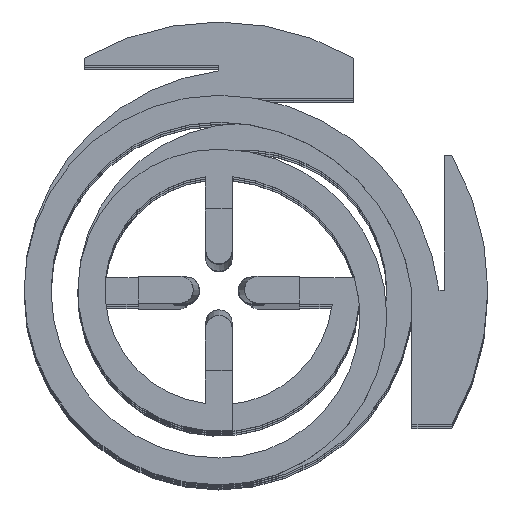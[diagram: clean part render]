
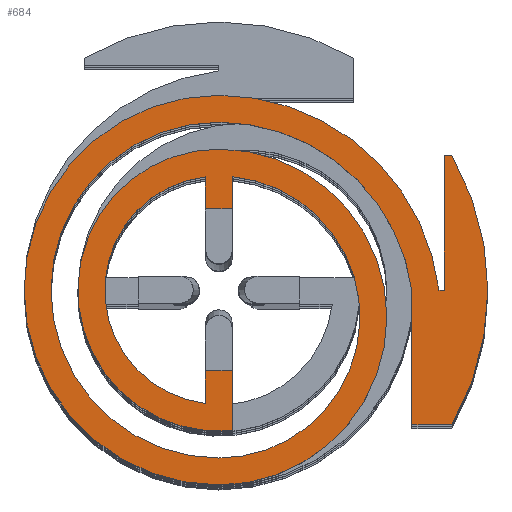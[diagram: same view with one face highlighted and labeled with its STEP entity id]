
A CAD part, top view. The second image highlights one B-rep face of the part: STEP entity #684.
In plain terms, the highlighted planar face has unit normal (0, 0, 1).
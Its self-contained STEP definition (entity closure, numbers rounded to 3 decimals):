
#80=CIRCLE('',#770,42.426);
#82=CIRCLE('',#777,52.426);
#84=CIRCLE('',#780,62.426);
#86=CIRCLE('',#783,72.426);
#88=CIRCLE('',#786,82.426);
#90=CIRCLE('',#792,100.);
#92=CIRCLE('',#797,72.426);
#94=CIRCLE('',#800,62.426);
#96=CIRCLE('',#803,52.426);
#119=PLANE('',#807);
#156=FACE_OUTER_BOUND('',#193,.T.);
#193=EDGE_LOOP('',(#625,#626,#627,#628,#629,#630,#631,#632,#633,#634,#635,
#636,#637,#638,#639,#640,#641,#642,#643,#644,#645));
#213=LINE('',#8638,#273);
#217=LINE('',#8650,#277);
#220=LINE('',#8656,#280);
#223=LINE('',#8662,#283);
#226=LINE('',#8668,#286);
#233=LINE('',#8698,#293);
#236=LINE('',#8704,#296);
#239=LINE('',#8710,#299);
#243=LINE('',#8722,#303);
#246=LINE('',#8728,#306);
#252=LINE('',#8752,#312);
#255=LINE('',#8756,#315);
#273=VECTOR('',#875,10.);
#277=VECTOR('',#887,10.);
#280=VECTOR('',#892,10.);
#283=VECTOR('',#897,10.);
#286=VECTOR('',#902,10.);
#293=VECTOR('',#935,10.);
#296=VECTOR('',#940,10.);
#299=VECTOR('',#945,10.);
#303=VECTOR('',#957,10.);
#306=VECTOR('',#962,10.);
#312=VECTOR('',#988,10.);
#315=VECTOR('',#993,10.);
#339=VERTEX_POINT('',#8635);
#340=VERTEX_POINT('',#8637);
#342=VERTEX_POINT('',#8643);
#344=VERTEX_POINT('',#8649);
#346=VERTEX_POINT('',#8655);
#348=VERTEX_POINT('',#8661);
#350=VERTEX_POINT('',#8667);
#352=VERTEX_POINT('',#8673);
#354=VERTEX_POINT('',#8679);
#356=VERTEX_POINT('',#8685);
#358=VERTEX_POINT('',#8691);
#360=VERTEX_POINT('',#8697);
#362=VERTEX_POINT('',#8703);
#364=VERTEX_POINT('',#8709);
#366=VERTEX_POINT('',#8715);
#368=VERTEX_POINT('',#8721);
#370=VERTEX_POINT('',#8727);
#372=VERTEX_POINT('',#8733);
#374=VERTEX_POINT('',#8739);
#376=VERTEX_POINT('',#8745);
#378=VERTEX_POINT('',#8751);
#407=EDGE_CURVE('',#340,#339,#213,.T.);
#410=EDGE_CURVE('',#342,#340,#80,.T.);
#413=EDGE_CURVE('',#344,#342,#217,.T.);
#416=EDGE_CURVE('',#346,#344,#220,.T.);
#419=EDGE_CURVE('',#348,#346,#223,.T.);
#422=EDGE_CURVE('',#350,#348,#226,.T.);
#425=EDGE_CURVE('',#352,#350,#82,.T.);
#428=EDGE_CURVE('',#354,#352,#84,.T.);
#431=EDGE_CURVE('',#356,#354,#86,.T.);
#434=EDGE_CURVE('',#358,#356,#88,.T.);
#437=EDGE_CURVE('',#360,#358,#233,.T.);
#440=EDGE_CURVE('',#362,#360,#236,.T.);
#443=EDGE_CURVE('',#364,#362,#239,.T.);
#446=EDGE_CURVE('',#366,#364,#90,.T.);
#449=EDGE_CURVE('',#368,#366,#243,.T.);
#452=EDGE_CURVE('',#370,#368,#246,.T.);
#455=EDGE_CURVE('',#372,#370,#92,.T.);
#458=EDGE_CURVE('',#374,#372,#94,.T.);
#461=EDGE_CURVE('',#376,#374,#96,.T.);
#464=EDGE_CURVE('',#378,#376,#252,.T.);
#467=EDGE_CURVE('',#339,#378,#255,.T.);
#625=ORIENTED_EDGE('',*,*,#467,.T.);
#626=ORIENTED_EDGE('',*,*,#464,.T.);
#627=ORIENTED_EDGE('',*,*,#461,.T.);
#628=ORIENTED_EDGE('',*,*,#458,.T.);
#629=ORIENTED_EDGE('',*,*,#455,.T.);
#630=ORIENTED_EDGE('',*,*,#452,.T.);
#631=ORIENTED_EDGE('',*,*,#449,.T.);
#632=ORIENTED_EDGE('',*,*,#446,.T.);
#633=ORIENTED_EDGE('',*,*,#443,.T.);
#634=ORIENTED_EDGE('',*,*,#440,.T.);
#635=ORIENTED_EDGE('',*,*,#437,.T.);
#636=ORIENTED_EDGE('',*,*,#434,.T.);
#637=ORIENTED_EDGE('',*,*,#431,.T.);
#638=ORIENTED_EDGE('',*,*,#428,.T.);
#639=ORIENTED_EDGE('',*,*,#425,.T.);
#640=ORIENTED_EDGE('',*,*,#422,.T.);
#641=ORIENTED_EDGE('',*,*,#419,.T.);
#642=ORIENTED_EDGE('',*,*,#416,.T.);
#643=ORIENTED_EDGE('',*,*,#413,.T.);
#644=ORIENTED_EDGE('',*,*,#410,.T.);
#645=ORIENTED_EDGE('',*,*,#407,.T.);
#684=ADVANCED_FACE('',(#156),#119,.T.);
#770=AXIS2_PLACEMENT_3D('',#8644,#881,#882);
#777=AXIS2_PLACEMENT_3D('',#8674,#908,#909);
#780=AXIS2_PLACEMENT_3D('',#8680,#915,#916);
#783=AXIS2_PLACEMENT_3D('',#8686,#922,#923);
#786=AXIS2_PLACEMENT_3D('',#8692,#929,#930);
#792=AXIS2_PLACEMENT_3D('',#8716,#951,#952);
#797=AXIS2_PLACEMENT_3D('',#8734,#968,#969);
#800=AXIS2_PLACEMENT_3D('',#8740,#975,#976);
#803=AXIS2_PLACEMENT_3D('',#8746,#982,#983);
#807=AXIS2_PLACEMENT_3D('',#8758,#996,#997);
#875=DIRECTION('',(1.,0.,0.));
#881=DIRECTION('center_axis',(0.,0.,-1.));
#882=DIRECTION('ref_axis',(-0.993,-0.118,0.));
#887=DIRECTION('',(1.,0.,0.));
#892=DIRECTION('',(0.,-1.,0.));
#897=DIRECTION('',(-1.,0.,0.));
#902=DIRECTION('',(0.,1.,0.));
#908=DIRECTION('center_axis',(0.,0.,1.));
#909=DIRECTION('ref_axis',(1.,0.,0.));
#915=DIRECTION('center_axis',(0.,0.,1.));
#916=DIRECTION('ref_axis',(-1.,0.,0.));
#922=DIRECTION('center_axis',(0.,0.,1.));
#923=DIRECTION('ref_axis',(1.,0.,0.));
#929=DIRECTION('center_axis',(0.,0.,1.));
#930=DIRECTION('ref_axis',(0.121,-0.993,0.));
#935=DIRECTION('',(0.,-1.,0.));
#940=DIRECTION('',(1.,0.,0.));
#945=DIRECTION('',(0.,-1.,0.));
#951=DIRECTION('center_axis',(0.,0.,1.));
#952=DIRECTION('ref_axis',(-0.5,-0.866,0.));
#957=DIRECTION('',(0.,1.,0.));
#962=DIRECTION('',(1.,0.,0.));
#968=DIRECTION('center_axis',(0.,0.,-1.));
#969=DIRECTION('ref_axis',(-0.138,0.99,0.));
#975=DIRECTION('center_axis',(0.,0.,-1.));
#976=DIRECTION('ref_axis',(-1.,0.,0.));
#982=DIRECTION('center_axis',(0.,0.,-1.));
#983=DIRECTION('ref_axis',(1.,0.,0.));
#988=DIRECTION('',(-1.,0.,0.));
#993=DIRECTION('',(0.,1.,0.));
#996=DIRECTION('center_axis',(0.,0.,1.));
#997=DIRECTION('ref_axis',(1.,0.,0.));
#8635=CARTESIAN_POINT('',(-30.,-5.,30.));
#8637=CARTESIAN_POINT('',(-42.131,-5.,30.));
#8638=CARTESIAN_POINT('',(-30.,-5.,30.));
#8643=CARTESIAN_POINT('',(42.131,-5.,30.));
#8644=CARTESIAN_POINT('Origin',(0.,0.,30.));
#8649=CARTESIAN_POINT('',(30.,-5.,30.));
#8650=CARTESIAN_POINT('',(42.131,-5.,30.));
#8655=CARTESIAN_POINT('',(30.,5.,30.));
#8656=CARTESIAN_POINT('',(30.,-5.,30.));
#8661=CARTESIAN_POINT('',(52.187,5.,30.));
#8662=CARTESIAN_POINT('',(30.,5.,30.));
#8667=CARTESIAN_POINT('',(52.187,-5.,30.));
#8668=CARTESIAN_POINT('',(52.187,5.,30.));
#8673=CARTESIAN_POINT('',(-52.426,0.,30.));
#8674=CARTESIAN_POINT('Origin',(0.,0.,30.));
#8679=CARTESIAN_POINT('',(72.426,0.,30.));
#8680=CARTESIAN_POINT('Origin',(10.,0.,30.));
#8685=CARTESIAN_POINT('',(-72.426,0.,30.));
#8686=CARTESIAN_POINT('Origin',(0.,0.,30.));
#8691=CARTESIAN_POINT('',(0.,81.818,30.));
#8692=CARTESIAN_POINT('Origin',(10.,0.,30.));
#8697=CARTESIAN_POINT('',(0.,83.818,30.));
#8698=CARTESIAN_POINT('',(0.,81.818,30.));
#8703=CARTESIAN_POINT('',(-50.,83.818,30.));
#8704=CARTESIAN_POINT('',(0.,83.818,30.));
#8709=CARTESIAN_POINT('',(-50.,86.603,30.));
#8710=CARTESIAN_POINT('',(-50.,83.818,30.));
#8715=CARTESIAN_POINT('',(50.,86.603,30.));
#8716=CARTESIAN_POINT('Origin',(0.,0.,
30.));
#8721=CARTESIAN_POINT('',(50.,71.733,30.));
#8722=CARTESIAN_POINT('',(50.,86.603,30.));
#8727=CARTESIAN_POINT('',(0.,71.733,30.));
#8728=CARTESIAN_POINT('',(50.,71.733,30.));
#8733=CARTESIAN_POINT('',(-62.426,0.,30.));
#8734=CARTESIAN_POINT('Origin',(10.,0.,30.));
#8739=CARTESIAN_POINT('',(62.426,0.,30.));
#8740=CARTESIAN_POINT('Origin',(0.,0.,30.));
#8745=CARTESIAN_POINT('',(-42.187,5.,30.));
#8746=CARTESIAN_POINT('Origin',(10.,0.,30.));
#8751=CARTESIAN_POINT('',(-30.,5.,30.));
#8752=CARTESIAN_POINT('',(-42.187,5.,30.));
#8756=CARTESIAN_POINT('',(-30.,5.,30.));
#8758=CARTESIAN_POINT('Origin',(-2.409,11.372,30.));
